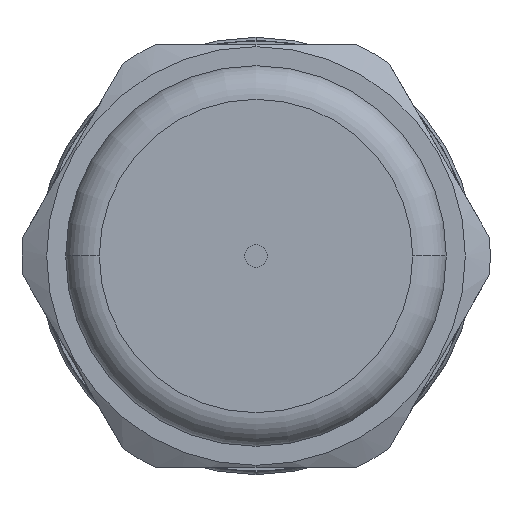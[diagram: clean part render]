
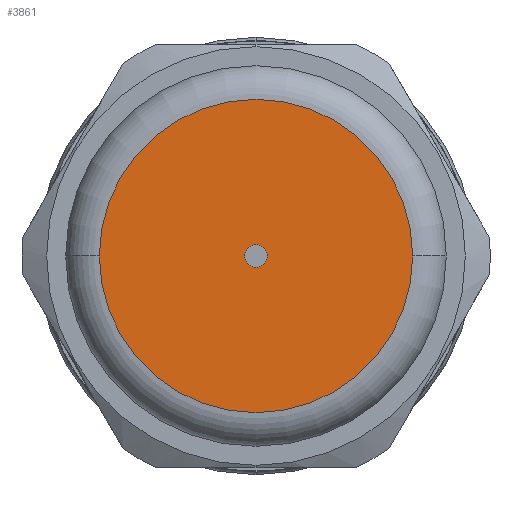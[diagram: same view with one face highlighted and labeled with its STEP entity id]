
A CAD part, left-side view. The second image highlights one B-rep face of the part: STEP entity #3861.
In plain terms, the highlighted planar face has unit normal (-1, 0, 0).
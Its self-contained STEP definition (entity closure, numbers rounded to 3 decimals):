
#428 = PLANE ( 'NONE',  #3732 ) ;
#503 = VERTEX_POINT ( 'NONE', #3441 ) ;
#865 = EDGE_LOOP ( 'NONE', ( #3888, #4837 ) ) ;
#904 = EDGE_CURVE ( 'NONE', #4234, #3118, #6888, .T. ) ;
#958 = CARTESIAN_POINT ( 'NONE',  ( -23.85, 0., 0. ) ) ;
#1479 = AXIS2_PLACEMENT_3D ( 'NONE', #3041, #7438, #7413 ) ;
#1683 = CARTESIAN_POINT ( 'NONE',  ( -23.85, -0.6, 0. ) ) ;
#1698 = CARTESIAN_POINT ( 'NONE',  ( -23.85, 0.6, 0. ) ) ;
#2123 = CARTESIAN_POINT ( 'NONE',  ( -23.85, 0., 0. ) ) ;
#2595 = EDGE_CURVE ( 'NONE', #2639, #503, #2641, .T. ) ;
#2639 = VERTEX_POINT ( 'NONE', #6194 ) ;
#2641 = CIRCLE ( 'NONE', #1479, 8.23 ) ;
#2710 = ORIENTED_EDGE ( 'NONE', *, *, #3550, .T. ) ;
#2732 = DIRECTION ( 'NONE',  ( 1., 0., 0. ) ) ;
#2963 = DIRECTION ( 'NONE',  ( -1., 0., 0. ) ) ;
#3041 = CARTESIAN_POINT ( 'NONE',  ( -23.85, 0., 0. ) ) ;
#3118 = VERTEX_POINT ( 'NONE', #1683 ) ;
#3441 = CARTESIAN_POINT ( 'NONE',  ( -23.85, 8.23, 0. ) ) ;
#3459 = DIRECTION ( 'NONE',  ( 1., 0., 0. ) ) ;
#3528 = DIRECTION ( 'NONE',  ( 0., -1., 0. ) ) ;
#3550 = EDGE_CURVE ( 'NONE', #3118, #4234, #6160, .T. ) ;
#3603 = AXIS2_PLACEMENT_3D ( 'NONE', #2123, #2732, #7176 ) ;
#3708 = EDGE_CURVE ( 'NONE', #503, #2639, #7362, .T. ) ;
#3732 = AXIS2_PLACEMENT_3D ( 'NONE', #1698, #2963, #3528 ) ;
#3861 = ADVANCED_FACE ( 'NONE', ( #8035, #5295 ), #428, .T. ) ;
#3888 = ORIENTED_EDGE ( 'NONE', *, *, #3708, .F. ) ;
#4013 = ORIENTED_EDGE ( 'NONE', *, *, #904, .T. ) ;
#4108 = AXIS2_PLACEMENT_3D ( 'NONE', #958, #3459, #5933 ) ;
#4234 = VERTEX_POINT ( 'NONE', #7528 ) ;
#4299 = DIRECTION ( 'NONE',  ( 0., 1., 0. ) ) ;
#4789 = AXIS2_PLACEMENT_3D ( 'NONE', #7424, #4893, #4299 ) ;
#4837 = ORIENTED_EDGE ( 'NONE', *, *, #2595, .F. ) ;
#4893 = DIRECTION ( 'NONE',  ( 1., 0., 0. ) ) ;
#5295 = FACE_OUTER_BOUND ( 'NONE', #865, .T. ) ;
#5933 = DIRECTION ( 'NONE',  ( 0., 1., 0. ) ) ;
#6160 = CIRCLE ( 'NONE', #4789, 0.6 ) ;
#6194 = CARTESIAN_POINT ( 'NONE',  ( -23.85, -8.23, 0. ) ) ;
#6334 = EDGE_LOOP ( 'NONE', ( #4013, #2710 ) ) ;
#6888 = CIRCLE ( 'NONE', #3603, 0.6 ) ;
#7176 = DIRECTION ( 'NONE',  ( 0., 1., 0. ) ) ;
#7362 = CIRCLE ( 'NONE', #4108, 8.23 ) ;
#7413 = DIRECTION ( 'NONE',  ( 0., 1., 0. ) ) ;
#7424 = CARTESIAN_POINT ( 'NONE',  ( -23.85, 0., 0. ) ) ;
#7438 = DIRECTION ( 'NONE',  ( 1., 0., 0. ) ) ;
#7528 = CARTESIAN_POINT ( 'NONE',  ( -23.85, 0.6, 0. ) ) ;
#8035 = FACE_BOUND ( 'NONE', #6334, .T. ) ;
